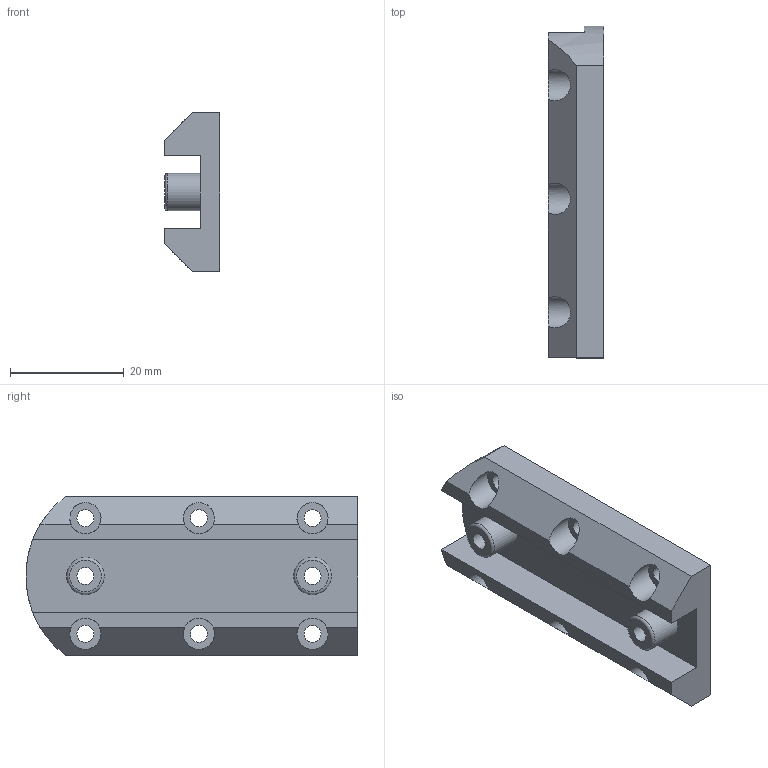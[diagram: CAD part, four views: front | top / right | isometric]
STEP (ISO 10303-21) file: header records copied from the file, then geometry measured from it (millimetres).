
FILE_DESCRIPTION(/* description */ (''),/* implementation_level */ '2;1');
FILE_NAME(/* name */ 'S#5 back - 2 x PLA insert.step',/* time_stamp */ '2019-12-10T20:24:51+00:00',/* author */ (''),/* organization */ (''),/* preprocessor_version */ 'ST-DEVELOPER v18',/* originating_system */ 'Autodesk Translation Framework v8.12.0.6',/* authorisation */ '');
FILE_SCHEMA (('AUTOMOTIVE_DESIGN { 1 0 10303 214 3 1 1 }'));
Length unit declared in the file: millimetre
Products named in the file (1): PLA Servo Bracket Back
Bounding box: 9.85 x 58.45 x 28 mm (x, y, z)
Volume: 9085.4 mm3; surface area: 5888 mm2
Topology: 1 solids, 1 shells, 38 faces, 106 edges, 72 vertices
Faces by surface type: plane 19, cylinder 17, torus 2
Full cylindrical faces by diameter (mm): 3 x8, 5.5 x6, 6.6 x2
Entity records: 1327 total; most frequent: DIRECTION 244, CARTESIAN_POINT 217, ORIENTED_EDGE 212, EDGE_CURVE 106, AXIS2_PLACEMENT_3D 99, VERTEX_POINT 72, EDGE_LOOP 56, CIRCLE 46
